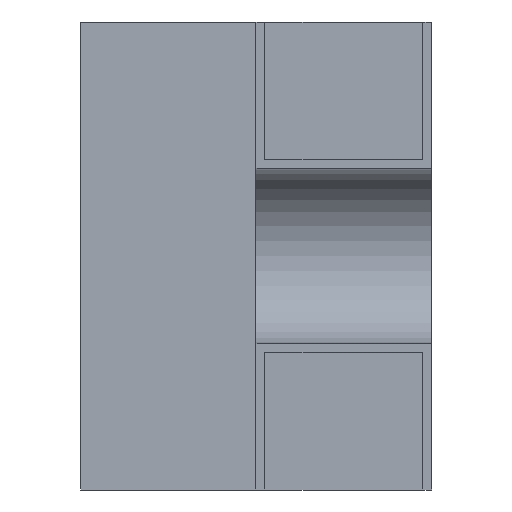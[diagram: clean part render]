
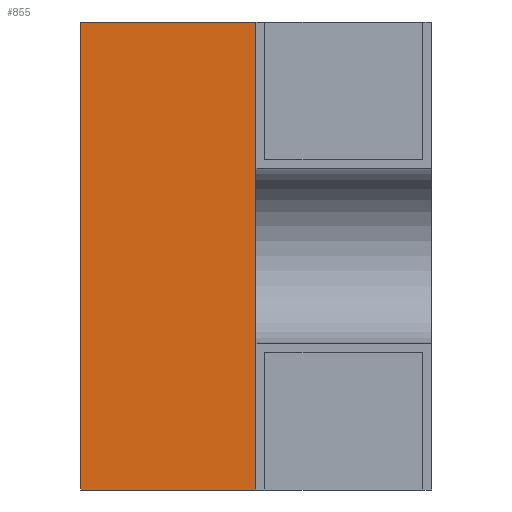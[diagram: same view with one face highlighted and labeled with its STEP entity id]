
A CAD part, left-side view. The second image highlights one B-rep face of the part: STEP entity #855.
In plain terms, the highlighted planar face has unit normal (-1, 0, 0).
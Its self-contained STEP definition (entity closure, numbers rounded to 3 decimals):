
#37 = CARTESIAN_POINT ( 'NONE',  ( -0.5, 0.6, 0.4 ) ) ;
#79 = DIRECTION ( 'NONE',  ( 0., 0., -1. ) ) ;
#124 = CARTESIAN_POINT ( 'NONE',  ( -0.5, 0.6, 0.4 ) ) ;
#317 = DIRECTION ( 'NONE',  ( 0., 0., -1. ) ) ;
#328 = LINE ( 'NONE', #124, #1791 ) ;
#365 = VERTEX_POINT ( 'NONE', #1768 ) ;
#377 = AXIS2_PLACEMENT_3D ( 'NONE', #1181, #1950, #79 ) ;
#481 = LINE ( 'NONE', #37, #1310 ) ;
#491 = DIRECTION ( 'NONE',  ( 0., -1., 0. ) ) ;
#502 = EDGE_CURVE ( 'NONE', #602, #1036, #328, .T. ) ;
#510 = EDGE_CURVE ( 'NONE', #365, #602, #481, .T. ) ;
#602 = VERTEX_POINT ( 'NONE', #1172 ) ;
#617 = PLANE ( 'NONE',  #377 ) ;
#687 = LINE ( 'NONE', #2194, #2247 ) ;
#740 = EDGE_LOOP ( 'NONE', ( #1251, #2001, #1634, #1120 ) ) ;
#855 = ADVANCED_FACE ( 'NONE', ( #1640 ), #617, .F. ) ;
#944 = DIRECTION ( 'NONE',  ( 0., 0., 1. ) ) ;
#1036 = VERTEX_POINT ( 'NONE', #2109 ) ;
#1120 = ORIENTED_EDGE ( 'NONE', *, *, #510, .F. ) ;
#1172 = CARTESIAN_POINT ( 'NONE',  ( -0.5, 0.6, 0.4 ) ) ;
#1181 = CARTESIAN_POINT ( 'NONE',  ( -0.5, 0.6, 0.4 ) ) ;
#1251 = ORIENTED_EDGE ( 'NONE', *, *, #1298, .T. ) ;
#1298 = EDGE_CURVE ( 'NONE', #365, #1837, #1607, .T. ) ;
#1310 = VECTOR ( 'NONE', #944, 1000. ) ;
#1327 = CARTESIAN_POINT ( 'NONE',  ( -0.5, 0.285, -0.4 ) ) ;
#1607 = LINE ( 'NONE', #1985, #2032 ) ;
#1634 = ORIENTED_EDGE ( 'NONE', *, *, #502, .F. ) ;
#1640 = FACE_OUTER_BOUND ( 'NONE', #740, .T. ) ;
#1768 = CARTESIAN_POINT ( 'NONE',  ( -0.5, 0.6, -0.4 ) ) ;
#1791 = VECTOR ( 'NONE', #2320, 1000. ) ;
#1837 = VERTEX_POINT ( 'NONE', #1327 ) ;
#1950 = DIRECTION ( 'NONE',  ( 1., 0., 0. ) ) ;
#1985 = CARTESIAN_POINT ( 'NONE',  ( -0.5, 0.6, -0.4 ) ) ;
#2001 = ORIENTED_EDGE ( 'NONE', *, *, #2327, .F. ) ;
#2032 = VECTOR ( 'NONE', #491, 1000. ) ;
#2109 = CARTESIAN_POINT ( 'NONE',  ( -0.5, 0.285, 0.4 ) ) ;
#2194 = CARTESIAN_POINT ( 'NONE',  ( -0.5, 0.285, 0.4 ) ) ;
#2247 = VECTOR ( 'NONE', #317, 1000. ) ;
#2320 = DIRECTION ( 'NONE',  ( 0., -1., 0. ) ) ;
#2327 = EDGE_CURVE ( 'NONE', #1036, #1837, #687, .T. ) ;
